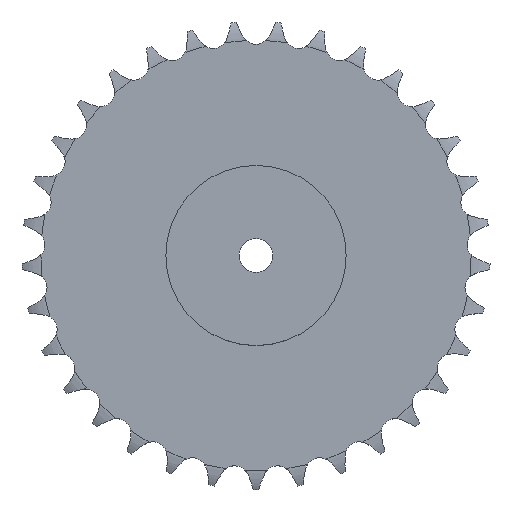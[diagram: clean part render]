
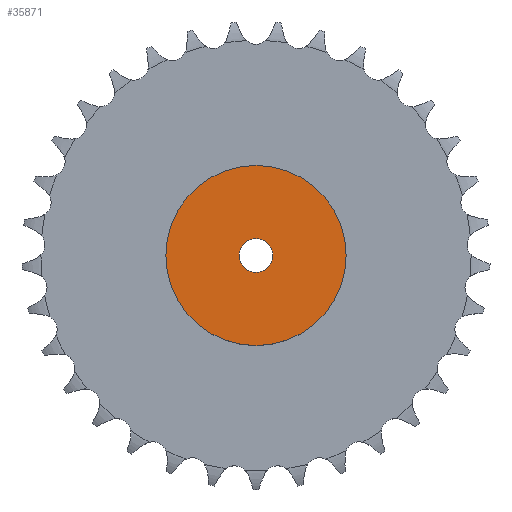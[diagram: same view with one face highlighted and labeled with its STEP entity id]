
A CAD part, top view. The second image highlights one B-rep face of the part: STEP entity #35871.
In plain terms, the highlighted planar face has unit normal (0, 0, 1).
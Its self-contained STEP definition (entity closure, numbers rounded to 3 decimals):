
#4209 = CYLINDRICAL_SURFACE('',#4210,80.);
#4210 = AXIS2_PLACEMENT_3D('',#4211,#4212,#4213);
#4211 = CARTESIAN_POINT('',(0.,0.,0.));
#4212 = DIRECTION('',(-0.,-0.,-1.));
#4213 = DIRECTION('',(1.,0.,0.));
#22642 = VERTEX_POINT('',#22643);
#22643 = CARTESIAN_POINT('',(80.,0.,60.));
#22664 = EDGE_CURVE('',#22642,#22642,#22665,.T.);
#22665 = SURFACE_CURVE('',#22666,(#22671,#22678),.PCURVE_S1.);
#22666 = CIRCLE('',#22667,80.);
#22667 = AXIS2_PLACEMENT_3D('',#22668,#22669,#22670);
#22668 = CARTESIAN_POINT('',(0.,0.,60.));
#22669 = DIRECTION('',(0.,0.,1.));
#22670 = DIRECTION('',(1.,0.,0.));
#22671 = PCURVE('',#4209,#22672);
#22672 = DEFINITIONAL_REPRESENTATION('',(#22673),#22677);
#22673 = LINE('',#22674,#22675);
#22674 = CARTESIAN_POINT('',(-0.,-60.));
#22675 = VECTOR('',#22676,1.);
#22676 = DIRECTION('',(-1.,0.));
#22677 = ( GEOMETRIC_REPRESENTATION_CONTEXT(2) 
PARAMETRIC_REPRESENTATION_CONTEXT() REPRESENTATION_CONTEXT('2D SPACE',''
  ) );
#22678 = PCURVE('',#22679,#22684);
#22679 = PLANE('',#22680);
#22680 = AXIS2_PLACEMENT_3D('',#22681,#22682,#22683);
#22681 = CARTESIAN_POINT('',(0.,0.,60.)
  );
#22682 = DIRECTION('',(0.,0.,1.));
#22683 = DIRECTION('',(1.,0.,0.));
#22684 = DEFINITIONAL_REPRESENTATION('',(#22685),#22689);
#22685 = CIRCLE('',#22686,80.);
#22686 = AXIS2_PLACEMENT_2D('',#22687,#22688);
#22687 = CARTESIAN_POINT('',(0.,0.));
#22688 = DIRECTION('',(1.,0.));
#22689 = ( GEOMETRIC_REPRESENTATION_CONTEXT(2) 
PARAMETRIC_REPRESENTATION_CONTEXT() REPRESENTATION_CONTEXT('2D SPACE',''
  ) );
#30452 = CYLINDRICAL_SURFACE('',#30453,15.);
#30453 = AXIS2_PLACEMENT_3D('',#30454,#30455,#30456);
#30454 = CARTESIAN_POINT('',(0.,0.,626.096));
#30455 = DIRECTION('',(0.,0.,1.));
#30456 = DIRECTION('',(1.,0.,0.));
#35871 = ADVANCED_FACE('',(#35872,#35875),#22679,.T.);
#35872 = FACE_BOUND('',#35873,.T.);
#35873 = EDGE_LOOP('',(#35874));
#35874 = ORIENTED_EDGE('',*,*,#22664,.T.);
#35875 = FACE_BOUND('',#35876,.T.);
#35876 = EDGE_LOOP('',(#35877));
#35877 = ORIENTED_EDGE('',*,*,#35878,.F.);
#35878 = EDGE_CURVE('',#35879,#35879,#35881,.T.);
#35879 = VERTEX_POINT('',#35880);
#35880 = CARTESIAN_POINT('',(15.,0.,60.));
#35881 = SURFACE_CURVE('',#35882,(#35887,#35894),.PCURVE_S1.);
#35882 = CIRCLE('',#35883,15.);
#35883 = AXIS2_PLACEMENT_3D('',#35884,#35885,#35886);
#35884 = CARTESIAN_POINT('',(0.,0.,60.));
#35885 = DIRECTION('',(0.,0.,1.));
#35886 = DIRECTION('',(1.,0.,0.));
#35887 = PCURVE('',#22679,#35888);
#35888 = DEFINITIONAL_REPRESENTATION('',(#35889),#35893);
#35889 = CIRCLE('',#35890,15.);
#35890 = AXIS2_PLACEMENT_2D('',#35891,#35892);
#35891 = CARTESIAN_POINT('',(0.,0.));
#35892 = DIRECTION('',(1.,0.));
#35893 = ( GEOMETRIC_REPRESENTATION_CONTEXT(2) 
PARAMETRIC_REPRESENTATION_CONTEXT() REPRESENTATION_CONTEXT('2D SPACE',''
  ) );
#35894 = PCURVE('',#30452,#35895);
#35895 = DEFINITIONAL_REPRESENTATION('',(#35896),#35900);
#35896 = LINE('',#35897,#35898);
#35897 = CARTESIAN_POINT('',(0.,-566.096));
#35898 = VECTOR('',#35899,1.);
#35899 = DIRECTION('',(1.,0.));
#35900 = ( GEOMETRIC_REPRESENTATION_CONTEXT(2) 
PARAMETRIC_REPRESENTATION_CONTEXT() REPRESENTATION_CONTEXT('2D SPACE',''
  ) );
